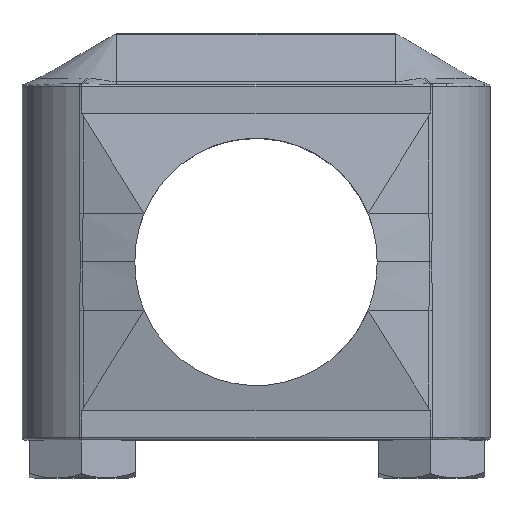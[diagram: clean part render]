
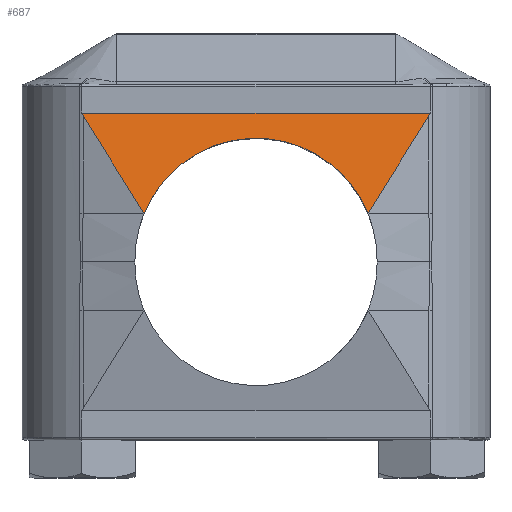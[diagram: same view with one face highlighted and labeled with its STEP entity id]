
A CAD part, top view. The second image highlights one B-rep face of the part: STEP entity #687.
In plain terms, the highlighted planar face has unit normal (0, 0.178, 0.984).
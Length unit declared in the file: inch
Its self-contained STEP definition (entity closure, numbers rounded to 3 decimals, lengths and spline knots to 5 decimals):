
#100 = LINE ( 'NONE', #3989, #3585 ) ;
#161 = ORIENTED_EDGE ( 'NONE', *, *, #2993, .T. ) ;
#163 = CARTESIAN_POINT ( 'NONE',  ( -0.71323, 1.21724, 0.37695 ) ) ;
#173 = CARTESIAN_POINT ( 'NONE',  ( 0.71323, 1.21724, 0.37695 ) ) ;
#237 = VERTEX_POINT ( 'NONE', #487 ) ;
#252 = EDGE_CURVE ( 'NONE', #2823, #409, #623, .T. ) ;
#392 = AXIS2_PLACEMENT_3D ( 'NONE', #1817, #3674, #566 ) ;
#409 = VERTEX_POINT ( 'NONE', #3230 ) ;
#440 = VERTEX_POINT ( 'NONE', #2028 ) ;
#487 = CARTESIAN_POINT ( 'NONE',  ( -0.71323, 1.21724, 0.37695 ) ) ;
#566 = DIRECTION ( 'NONE',  ( 0., -0.984, 0.178 ) ) ;
#623 =( BOUNDED_CURVE ( )  B_SPLINE_CURVE ( 3, ( #2749, #2693, #780, #173 ),
 .UNSPECIFIED., .F., .T. ) 
 B_SPLINE_CURVE_WITH_KNOTS ( ( 4, 4 ),
 ( 2.79576, 2.85881 ),
 .UNSPECIFIED. ) 
 CURVE ( )  GEOMETRIC_REPRESENTATION_ITEM ( )  RATIONAL_B_SPLINE_CURVE ( ( 1., 1., 1., 1. ) ) 
 REPRESENTATION_ITEM ( '' )  );
#656 = ORIENTED_EDGE ( 'NONE', *, *, #1091, .F. ) ;
#657 = DIRECTION ( 'NONE',  ( -0.523, -0.839, 0.152 ) ) ;
#673 = EDGE_CURVE ( 'NONE', #237, #1694, #100, .T. ) ;
#687 = ADVANCED_FACE ( 'NONE', ( #3440 ), #1163, .F. ) ;
#745 =( BOUNDED_CURVE ( )  B_SPLINE_CURVE ( 3, ( #1686, #3552, #3872, #1964 ),
 .UNSPECIFIED., .F., .T. ) 
 B_SPLINE_CURVE_WITH_KNOTS ( ( 4, 4 ),
 ( 5.10084, 7.46553 ),
 .UNSPECIFIED. ) 
 CURVE ( )  GEOMETRIC_REPRESENTATION_ITEM ( )  RATIONAL_B_SPLINE_CURVE ( ( 1., 0.586, 0.586, 1. ) ) 
 REPRESENTATION_ITEM ( '' )  );
#772 = CARTESIAN_POINT ( 'NONE',  ( -0.71923, 1.228, 0.375 ) ) ;
#780 = CARTESIAN_POINT ( 'NONE',  ( 0.71525, 1.22048, 0.37636 ) ) ;
#1003 = CARTESIAN_POINT ( 'NONE',  ( 0.5324, 0.92721, 0.42949 ) ) ;
#1091 = EDGE_CURVE ( 'NONE', #409, #440, #2463, .T. ) ;
#1099 = ORIENTED_EDGE ( 'NONE', *, *, #252, .F. ) ;
#1163 = PLANE ( 'NONE',  #392 ) ;
#1225 = CARTESIAN_POINT ( 'NONE',  ( 0., 1.228, 0.375 ) ) ;
#1369 = ORIENTED_EDGE ( 'NONE', *, *, #673, .T. ) ;
#1635 =( BOUNDED_CURVE ( )  B_SPLINE_CURVE ( 3, ( #163, #2042, #3869, #772 ),
 .UNSPECIFIED., .F., .F. ) 
 B_SPLINE_CURVE_WITH_KNOTS ( ( 4, 4 ),
 ( 3.42437, 3.48743 ),
 .UNSPECIFIED. ) 
 CURVE ( )  GEOMETRIC_REPRESENTATION_ITEM ( )  RATIONAL_B_SPLINE_CURVE ( ( 1., 1., 1., 1. ) ) 
 REPRESENTATION_ITEM ( '' )  );
#1686 = CARTESIAN_POINT ( 'NONE',  ( -0.46182, 0.814, 0.45 ) ) ;
#1694 = VERTEX_POINT ( 'NONE', #2274 ) ;
#1817 = CARTESIAN_POINT ( 'NONE',  ( 0.71994, 0.814, 0.45 ) ) ;
#1943 = ORIENTED_EDGE ( 'NONE', *, *, #2455, .T. ) ;
#1964 = CARTESIAN_POINT ( 'NONE',  ( 0.46182, 0.814, 0.45 ) ) ;
#2028 = CARTESIAN_POINT ( 'NONE',  ( 0.46182, 0.814, 0.45 ) ) ;
#2039 = EDGE_LOOP ( 'NONE', ( #1369, #1943, #656, #1099, #161, #3211 ) ) ;
#2042 = CARTESIAN_POINT ( 'NONE',  ( -0.71525, 1.22048, 0.37636 ) ) ;
#2274 = CARTESIAN_POINT ( 'NONE',  ( -0.46182, 0.814, 0.45 ) ) ;
#2455 = EDGE_CURVE ( 'NONE', #1694, #440, #745, .T. ) ;
#2463 = LINE ( 'NONE', #1003, #2768 ) ;
#2486 = DIRECTION ( 'NONE',  ( -1., 0., 0. ) ) ;
#2674 = EDGE_CURVE ( 'NONE', #237, #4061, #1635, .T. ) ;
#2693 = CARTESIAN_POINT ( 'NONE',  ( 0.71725, 1.22407, 0.37571 ) ) ;
#2749 = CARTESIAN_POINT ( 'NONE',  ( 0.71923, 1.228, 0.375 ) ) ;
#2768 = VECTOR ( 'NONE', #657, 39.37008 ) ;
#2775 = DIRECTION ( 'NONE',  ( 0.523, -0.839, 0.152 ) ) ;
#2823 = VERTEX_POINT ( 'NONE', #3346 ) ;
#2993 = EDGE_CURVE ( 'NONE', #2823, #4061, #3866, .T. ) ;
#3211 = ORIENTED_EDGE ( 'NONE', *, *, #2674, .F. ) ;
#3230 = CARTESIAN_POINT ( 'NONE',  ( 0.71323, 1.21724, 0.37695 ) ) ;
#3346 = CARTESIAN_POINT ( 'NONE',  ( 0.71923, 1.228, 0.375 ) ) ;
#3440 = FACE_OUTER_BOUND ( 'NONE', #2039, .T. ) ;
#3483 = VECTOR ( 'NONE', #2486, 39.37008 ) ;
#3552 = CARTESIAN_POINT ( 'NONE',  ( -0.26277, 1.30039, 0.36189 ) ) ;
#3585 = VECTOR ( 'NONE', #2775, 39.37008 ) ;
#3674 = DIRECTION ( 'NONE',  ( 0., -0.178, -0.984 ) ) ;
#3866 = LINE ( 'NONE', #1225, #3483 ) ;
#3869 = CARTESIAN_POINT ( 'NONE',  ( -0.71725, 1.22407, 0.37571 ) ) ;
#3872 = CARTESIAN_POINT ( 'NONE',  ( 0.26277, 1.30039, 0.36189 ) ) ;
#3938 = CARTESIAN_POINT ( 'NONE',  ( -0.71923, 1.228, 0.375 ) ) ;
#3989 = CARTESIAN_POINT ( 'NONE',  ( -0.13867, 0.29569, 0.5439 ) ) ;
#4061 = VERTEX_POINT ( 'NONE', #3938 ) ;
